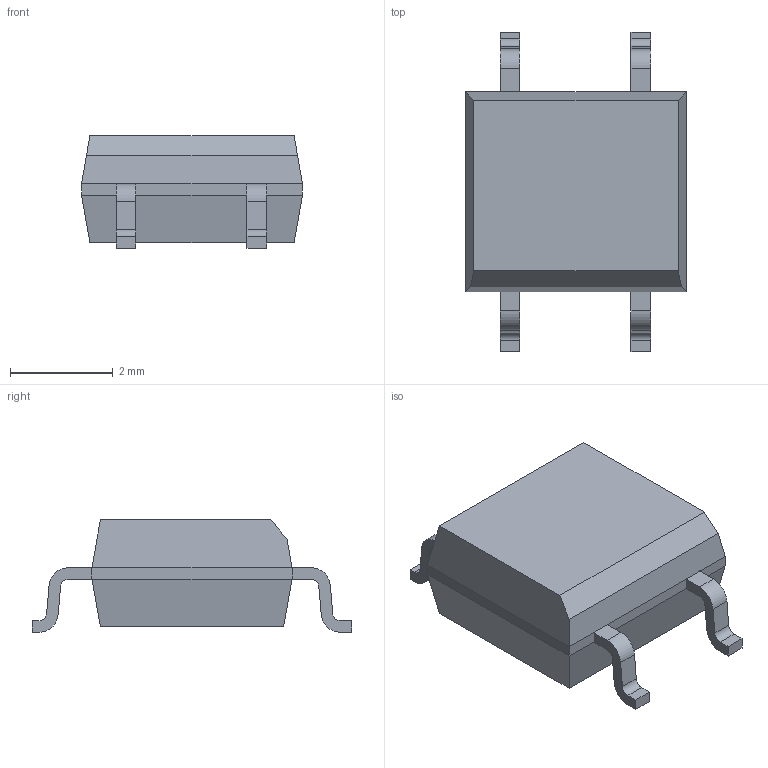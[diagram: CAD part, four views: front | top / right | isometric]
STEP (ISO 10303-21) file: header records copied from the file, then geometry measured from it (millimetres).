
FILE_DESCRIPTION (( 'STEP AP214' ), '1' );
FILE_NAME ('User Library-CPC1002N_v2.STEP', '2020-09-29T20:02:28', ( '' ), ( '' ), 'SwSTEP 2.0', 'SolidWorks 2020', '' );
FILE_SCHEMA (( 'AUTOMOTIVE_DESIGN' ));
Length unit declared in the file: millimetre
Products named in the file (3): CPC1002N_Body_Predeterminada; User Library-CPC1002N_v2; CPC1002N_lead_Predeterminada
Assembly tree (3 placements, depth 2):
  User Library-CPC1002N_v2
    CPC1002N_Body_Predeterminada
    CPC1002N_lead_Predeterminada  x2
Bounding box: 4.29 x 6.2 x 2.18 mm (x, y, z)
Volume: 33.4 mm3; surface area: 79.9 mm2
Topology: 3 solids, 3 shells, 59 faces, 151 edges, 98 vertices
Faces by surface type: plane 43, cylinder 16
Entity records: 1602 total; most frequent: DIRECTION 193, CARTESIAN_POINT 192, ORIENTED_EDGE 182, EDGE_CURVE 91, VECTOR 75, LINE 75, AXIS2_PLACEMENT_3D 59, VERTEX_POINT 58
